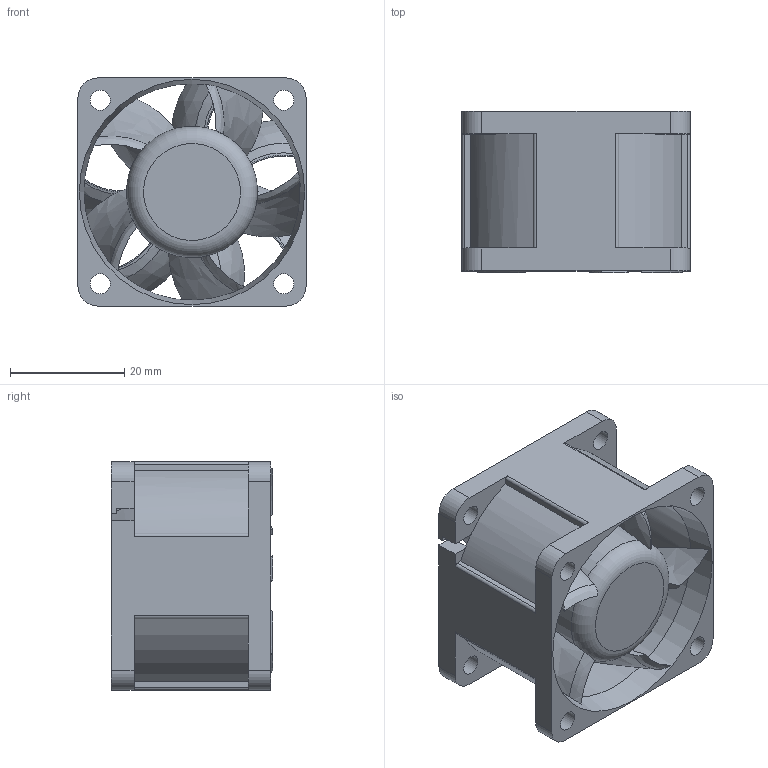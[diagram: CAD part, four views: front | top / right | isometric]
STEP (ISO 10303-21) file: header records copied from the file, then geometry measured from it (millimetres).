
FILE_DESCRIPTION(/* description */ ('STEP AP203'),/* implementation_level */ '2;1');
FILE_NAME(/* name */ '40mm x 40mm x 28mm Fan Assy',/* time_stamp */ '2024-04-27T00:33:44+09:00',/* author */ (''),/* organization */ (''),/* preprocessor_version */ 'ST-DEVELOPER v19.3',/* originating_system */ 'Altair Inspire Studio 2023',/* authorisation */ ' ');
FILE_SCHEMA (('CONFIG_CONTROL_DESIGN'));
Length unit declared in the file: millimetre
Products named in the file (9): id3; 40mm x 40mm x 28mm Fan; 40mm x 40mm x 28mm Fan Core
Assembly tree (8 placements, depth 2):
  id3
    40mm x 40mm x 28mm Fan
    40mm x 40mm x 28mm Fan Core
    40mm x 40mm x 28mm Fan Core
    40mm x 40mm x 28mm Fan Core
    40mm x 40mm x 28mm Fan Core
    40mm x 40mm x 28mm Fan Core
    40mm x 40mm x 28mm Fan Core
    40mm x 40mm x 28mm Fan Core
Bounding box: 40 x 28.3 x 40 mm (x, y, z)
Volume: 15577.4 mm3; surface area: 16233.9 mm2
Topology: 8 solids, 8 shells, 168 faces, 479 edges, 324 vertices
Faces by surface type: bspline 86, plane 38, cylinder 35, cone 8, torus 1
Full cylindrical faces by diameter (mm): 3 x2, 3.5 x8, 5.4 x1, 21 x1, 22.98 x1, 23 x1, 38.027 x1
Entity records: 11644 total; most frequent: CARTESIAN_POINT 7749, ORIENTED_EDGE 900, DIRECTION 498, EDGE_CURVE 450, VERTEX_POINT 312, B_SPLINE_CURVE_WITH_KNOTS 242, EDGE_LOOP 212, FACE_BOUND 212
